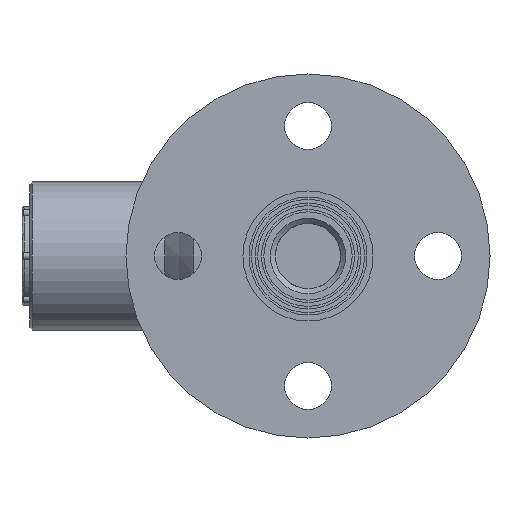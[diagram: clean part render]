
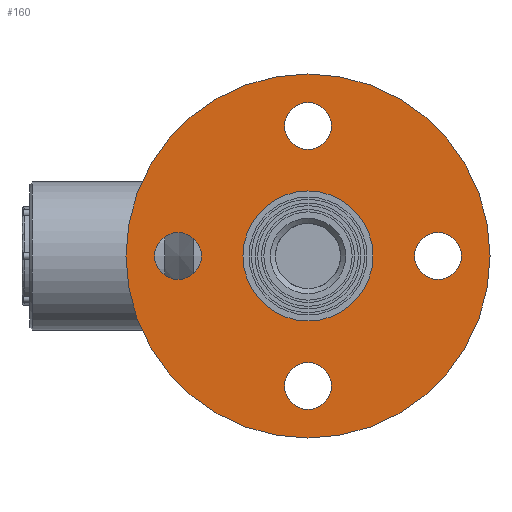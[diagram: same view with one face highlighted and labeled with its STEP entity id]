
A CAD part, left-side view. The second image highlights one B-rep face of the part: STEP entity #160.
In plain terms, the highlighted face is planar.
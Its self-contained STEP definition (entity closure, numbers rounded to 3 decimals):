
#160 = ADVANCED_FACE ( 'NONE', ( #5587, #5146, #376, #3377, #3014, #1659 ), #2039, .F. ) ;
#376 = FACE_BOUND ( 'NONE', #1051, .T. ) ;
#485 = VERTEX_POINT ( 'NONE', #1455 ) ;
#501 = CIRCLE ( 'NONE', #1601, 9. ) ;
#586 = AXIS2_PLACEMENT_3D ( 'NONE', #1644, #753, #1210 ) ;
#593 = CARTESIAN_POINT ( 'NONE',  ( -41., 0., 0. ) ) ;
#652 = VERTEX_POINT ( 'NONE', #2411 ) ;
#741 = DIRECTION ( 'NONE',  ( 0., 0., 1. ) ) ;
#753 = DIRECTION ( 'NONE',  ( 0., 0., 1. ) ) ;
#884 = ORIENTED_EDGE ( 'NONE', *, *, #1095, .T. ) ;
#994 = AXIS2_PLACEMENT_3D ( 'NONE', #2928, #3880, #2046 ) ;
#1011 = EDGE_LOOP ( 'NONE', ( #4923 ) ) ;
#1022 = EDGE_CURVE ( 'NONE', #4844, #4844, #1874, .T. ) ;
#1051 = EDGE_LOOP ( 'NONE', ( #3549 ) ) ;
#1095 = EDGE_CURVE ( 'NONE', #2215, #2215, #501, .T. ) ;
#1210 = DIRECTION ( 'NONE',  ( 1., 0., 0. ) ) ;
#1256 = CARTESIAN_POINT ( 'NONE',  ( 0., 0., 0. ) ) ;
#1379 = ORIENTED_EDGE ( 'NONE', *, *, #3179, .T. ) ;
#1410 = CIRCLE ( 'NONE', #586, 70. ) ;
#1455 = CARTESIAN_POINT ( 'NONE',  ( 70., 0., 0. ) ) ;
#1601 = AXIS2_PLACEMENT_3D ( 'NONE', #2644, #3957, #2614 ) ;
#1644 = CARTESIAN_POINT ( 'NONE',  ( 0., 0., 0. ) ) ;
#1659 = FACE_OUTER_BOUND ( 'NONE', #5297, .T. ) ;
#1803 = DIRECTION ( 'NONE',  ( 1., 0., 0. ) ) ;
#1874 = CIRCLE ( 'NONE', #5069, 9. ) ;
#2039 = PLANE ( 'NONE',  #3387 ) ;
#2046 = DIRECTION ( 'NONE',  ( 1., 0., 0. ) ) ;
#2215 = VERTEX_POINT ( 'NONE', #3961 ) ;
#2336 = EDGE_CURVE ( 'NONE', #485, #485, #1410, .T. ) ;
#2374 = ORIENTED_EDGE ( 'NONE', *, *, #2336, .F. ) ;
#2411 = CARTESIAN_POINT ( 'NONE',  ( 9., -50., 0. ) ) ;
#2533 = DIRECTION ( 'NONE',  ( 1., 0., 0. ) ) ;
#2614 = DIRECTION ( 'NONE',  ( 1., 0., 0. ) ) ;
#2644 = CARTESIAN_POINT ( 'NONE',  ( 50., 0., 0. ) ) ;
#2928 = CARTESIAN_POINT ( 'NONE',  ( 0., 0., 0. ) ) ;
#2938 = DIRECTION ( 'NONE',  ( 0., 0., 1. ) ) ;
#3014 = FACE_BOUND ( 'NONE', #4363, .T. ) ;
#3067 = EDGE_LOOP ( 'NONE', ( #4905 ) ) ;
#3179 = EDGE_CURVE ( 'NONE', #5034, #5034, #3562, .T. ) ;
#3377 = FACE_BOUND ( 'NONE', #3067, .T. ) ;
#3387 = AXIS2_PLACEMENT_3D ( 'NONE', #1256, #5119, #5527 ) ;
#3409 = EDGE_CURVE ( 'NONE', #4614, #4614, #5291, .T. ) ;
#3549 = ORIENTED_EDGE ( 'NONE', *, *, #1022, .T. ) ;
#3562 = CIRCLE ( 'NONE', #994, 20.75 ) ;
#3750 = CARTESIAN_POINT ( 'NONE',  ( 20.75, 0., 0. ) ) ;
#3810 = AXIS2_PLACEMENT_3D ( 'NONE', #5588, #741, #2533 ) ;
#3852 = CARTESIAN_POINT ( 'NONE',  ( -50., 0., 0. ) ) ;
#3880 = DIRECTION ( 'NONE',  ( 0., 0., 1. ) ) ;
#3957 = DIRECTION ( 'NONE',  ( 0., 0., 1. ) ) ;
#3961 = CARTESIAN_POINT ( 'NONE',  ( 59., 0., 0. ) ) ;
#4298 = AXIS2_PLACEMENT_3D ( 'NONE', #3852, #2938, #5596 ) ;
#4360 = DIRECTION ( 'NONE',  ( 0., 0., 1. ) ) ;
#4363 = EDGE_LOOP ( 'NONE', ( #1379 ) ) ;
#4614 = VERTEX_POINT ( 'NONE', #593 ) ;
#4812 = CARTESIAN_POINT ( 'NONE',  ( 0., 50., 0. ) ) ;
#4817 = CARTESIAN_POINT ( 'NONE',  ( 9., 50., 0. ) ) ;
#4844 = VERTEX_POINT ( 'NONE', #4817 ) ;
#4905 = ORIENTED_EDGE ( 'NONE', *, *, #3409, .T. ) ;
#4923 = ORIENTED_EDGE ( 'NONE', *, *, #5512, .T. ) ;
#5034 = VERTEX_POINT ( 'NONE', #3750 ) ;
#5069 = AXIS2_PLACEMENT_3D ( 'NONE', #4812, #4360, #1803 ) ;
#5119 = DIRECTION ( 'NONE',  ( 0., 0., 1. ) ) ;
#5146 = FACE_BOUND ( 'NONE', #5539, .T. ) ;
#5291 = CIRCLE ( 'NONE', #4298, 9. ) ;
#5297 = EDGE_LOOP ( 'NONE', ( #2374 ) ) ;
#5512 = EDGE_CURVE ( 'NONE', #652, #652, #5641, .T. ) ;
#5527 = DIRECTION ( 'NONE',  ( 1., 0., 0. ) ) ;
#5539 = EDGE_LOOP ( 'NONE', ( #884 ) ) ;
#5587 = FACE_BOUND ( 'NONE', #1011, .T. ) ;
#5588 = CARTESIAN_POINT ( 'NONE',  ( 0., -50., 0. ) ) ;
#5596 = DIRECTION ( 'NONE',  ( 1., 0., 0. ) ) ;
#5641 = CIRCLE ( 'NONE', #3810, 9. ) ;
